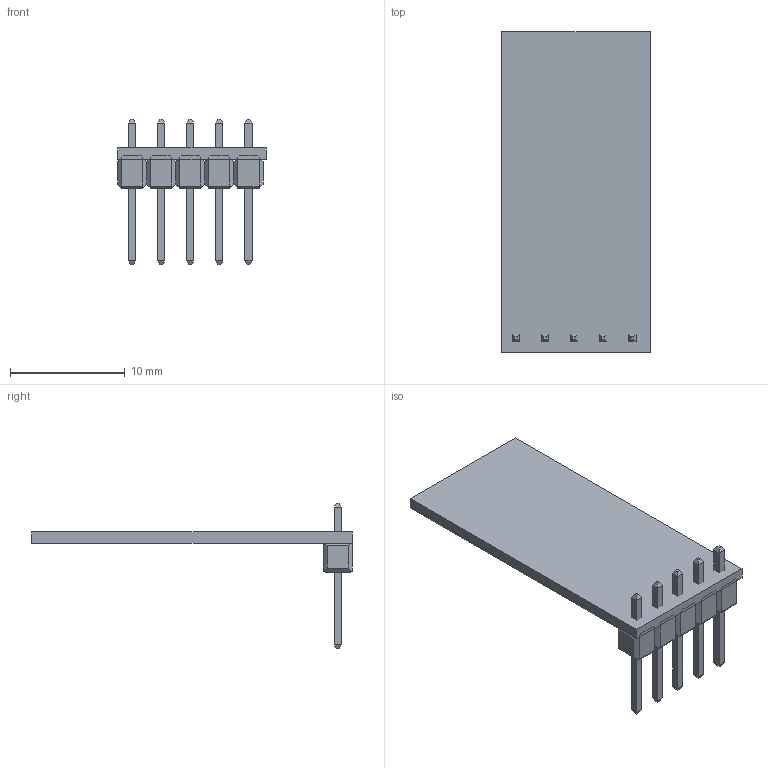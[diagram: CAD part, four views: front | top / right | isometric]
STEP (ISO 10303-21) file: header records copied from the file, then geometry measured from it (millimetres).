
FILE_DESCRIPTION (( 'STEP AP214' ), '1' );
FILE_NAME ('HC-12.STEP', '2024-08-07T21:34:23', ( '' ), ( '' ), 'SwSTEP 2.0', 'SolidWorks 2023', '' );
FILE_SCHEMA (( 'AUTOMOTIVE_DESIGN' ));
Length unit declared in the file: millimetre
Products named in the file (4): hc12pcb___ _________.STEP_Standard; Pin Header 1x5 TH Pitch 2.54mm___ _________.STEP_Standard; HC12.STEP_Standard; HC-12
Assembly tree (3 placements, depth 3):
  HC-12
    HC12.STEP_Standard
      hc12pcb___ _________.STEP_Standard
      Pin Header 1x5 TH Pitch 2.54mm___ _________.STEP_Standard
Bounding box: 13 x 28 x 12.7 mm (x, y, z)
Volume: 462.3 mm3; surface area: 1149.9 mm2
Topology: 7 solids, 7 shells, 188 faces, 466 edges, 292 vertices
Faces by surface type: plane 178, cylinder 10
Entity records: 6015 total; most frequent: CARTESIAN_POINT 2315, ORIENTED_EDGE 932, EDGE_CURVE 466, B_SPLINE_CURVE_WITH_KNOTS 454, DIRECTION 402, VERTEX_POINT 292, EDGE_LOOP 198, AXIS2_PLACEMENT_3D 195
